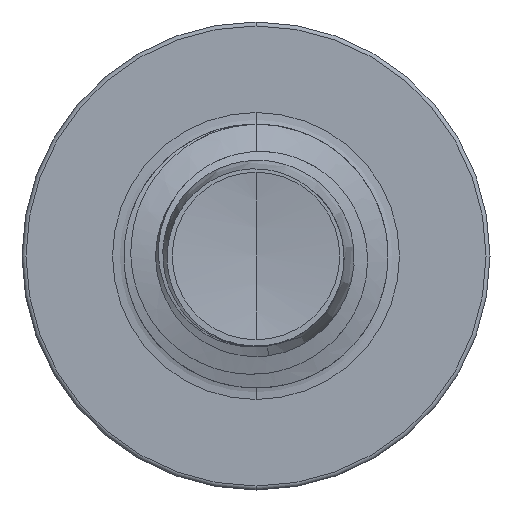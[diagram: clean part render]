
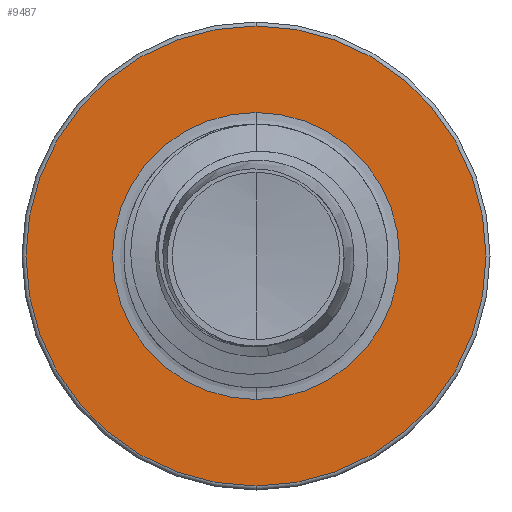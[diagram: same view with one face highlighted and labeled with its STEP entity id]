
A CAD part, front view. The second image highlights one B-rep face of the part: STEP entity #9487.
In plain terms, the highlighted planar face has unit normal (0, -1, 0).
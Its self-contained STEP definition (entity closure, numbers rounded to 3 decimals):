
#87 = DIRECTION ( 'NONE',  ( 0., 0., 1. ) ) ;
#394 = FACE_BOUND ( 'NONE', #6147, .T. ) ;
#593 = DIRECTION ( 'NONE',  ( 0., 0., 1. ) ) ;
#647 = AXIS2_PLACEMENT_3D ( 'NONE', #9430, #5530, #87 ) ;
#656 = CARTESIAN_POINT ( 'NONE',  ( 0., 2.5, 0. ) ) ;
#693 = AXIS2_PLACEMENT_3D ( 'NONE', #3054, #8112, #3939 ) ;
#903 = AXIS2_PLACEMENT_3D ( 'NONE', #6921, #2270, #7566 ) ;
#1486 = AXIS2_PLACEMENT_3D ( 'NONE', #656, #6479, #1697 ) ;
#1697 = DIRECTION ( 'NONE',  ( 0., 0., 1. ) ) ;
#2270 = DIRECTION ( 'NONE',  ( 0., 1., 0. ) ) ;
#2461 = CIRCLE ( 'NONE', #903, 1.917 ) ;
#2805 = EDGE_LOOP ( 'NONE', ( #8531, #6485 ) ) ;
#2899 = CIRCLE ( 'NONE', #1486, 1.196 ) ;
#3054 = CARTESIAN_POINT ( 'NONE',  ( 0., 2.5, 0. ) ) ;
#3487 = CARTESIAN_POINT ( 'NONE',  ( 0., 2.5, -1.196 ) ) ;
#3939 = DIRECTION ( 'NONE',  ( 0., 0., 1. ) ) ;
#5371 = VERTEX_POINT ( 'NONE', #6782 ) ;
#5511 = VERTEX_POINT ( 'NONE', #3487 ) ;
#5530 = DIRECTION ( 'NONE',  ( 0., 1., 0. ) ) ;
#5770 = DIRECTION ( 'NONE',  ( 0., 1., 0. ) ) ;
#6066 = VERTEX_POINT ( 'NONE', #9262 ) ;
#6147 = EDGE_LOOP ( 'NONE', ( #6543, #6655 ) ) ;
#6413 = PLANE ( 'NONE',  #6769 ) ;
#6479 = DIRECTION ( 'NONE',  ( 0., 1., 0. ) ) ;
#6485 = ORIENTED_EDGE ( 'NONE', *, *, #8727, .F. ) ;
#6543 = ORIENTED_EDGE ( 'NONE', *, *, #8724, .T. ) ;
#6655 = ORIENTED_EDGE ( 'NONE', *, *, #7926, .T. ) ;
#6769 = AXIS2_PLACEMENT_3D ( 'NONE', #7094, #5770, #593 ) ;
#6782 = CARTESIAN_POINT ( 'NONE',  ( 0., 2.5, 1.196 ) ) ;
#6921 = CARTESIAN_POINT ( 'NONE',  ( 0., 2.5, 0. ) ) ;
#7094 = CARTESIAN_POINT ( 'NONE',  ( 0., 2.5, -1.196 ) ) ;
#7566 = DIRECTION ( 'NONE',  ( 0., 0., 1. ) ) ;
#7926 = EDGE_CURVE ( 'NONE', #5511, #5371, #2899, .T. ) ;
#8112 = DIRECTION ( 'NONE',  ( 0., 1., 0. ) ) ;
#8455 = EDGE_CURVE ( 'NONE', #8719, #6066, #2461, .T. ) ;
#8461 = FACE_OUTER_BOUND ( 'NONE', #2805, .T. ) ;
#8531 = ORIENTED_EDGE ( 'NONE', *, *, #8455, .F. ) ;
#8694 = CARTESIAN_POINT ( 'NONE',  ( 0., 2.5, 1.917 ) ) ;
#8719 = VERTEX_POINT ( 'NONE', #8694 ) ;
#8724 = EDGE_CURVE ( 'NONE', #5371, #5511, #8765, .T. ) ;
#8727 = EDGE_CURVE ( 'NONE', #6066, #8719, #8965, .T. ) ;
#8765 = CIRCLE ( 'NONE', #693, 1.196 ) ;
#8965 = CIRCLE ( 'NONE', #647, 1.917 ) ;
#9262 = CARTESIAN_POINT ( 'NONE',  ( 0., 2.5, -1.917 ) ) ;
#9430 = CARTESIAN_POINT ( 'NONE',  ( 0., 2.5, 0. ) ) ;
#9487 = ADVANCED_FACE ( 'NONE', ( #8461, #394 ), #6413, .F. ) ;
